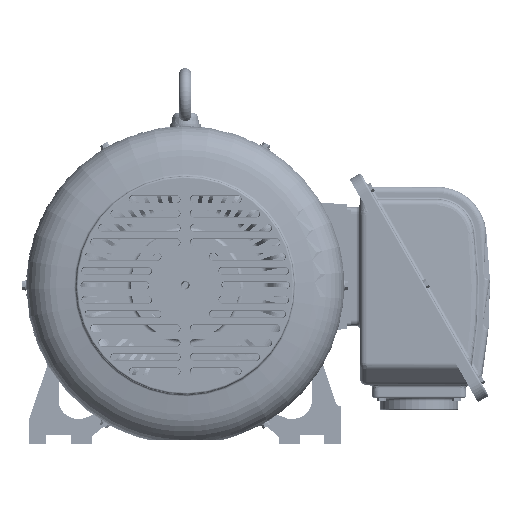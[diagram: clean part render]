
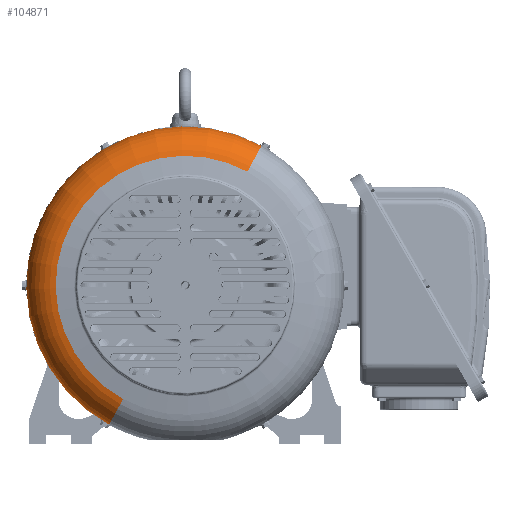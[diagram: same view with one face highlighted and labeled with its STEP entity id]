
A CAD part, front view. The second image highlights one B-rep face of the part: STEP entity #104871.
In plain terms, the highlighted toroidal (fillet/blend) face has major radius 197.75 mm and minor radius 57 mm.
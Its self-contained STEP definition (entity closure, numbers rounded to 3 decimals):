
#104711=CARTESIAN_POINT('Axis2P3D Location',(0.,-418.243,0.)) ;
#104715=CARTESIAN_POINT('Vertex',(-99.552,-418.243,-182.228)) ;
#104717=CARTESIAN_POINT('Vertex',(99.552,-418.243,182.228)) ;
#104841=CARTESIAN_POINT('Axis2P3D Location',(0.,-362.109,0.)) ;
#104846=CARTESIAN_POINT('Axis2P3D Location',(0.,-362.109,0.)) ;
#104850=CARTESIAN_POINT('Vertex',(-122.134,-362.109,-223.564)) ;
#104852=CARTESIAN_POINT('Vertex',(122.134,-362.109,223.564)) ;
#104855=CARTESIAN_POINT('Axis2P3D Location',(-94.806,-362.109,-173.542)) ;
#104860=CARTESIAN_POINT('Axis2P3D Location',(94.806,-362.109,173.542)) ;
#104712=DIRECTION('Axis2P3D Direction',(0.,1.,0.)) ;
#104842=DIRECTION('Axis2P3D Direction',(0.,1.,0.)) ;
#104843=DIRECTION('Axis2P3D XDirection',(0.479,0.,0.878)) ;
#104847=DIRECTION('Axis2P3D Direction',(0.,1.,0.)) ;
#104856=DIRECTION('Axis2P3D Direction',(0.878,0.,-0.479)) ;
#104861=DIRECTION('Axis2P3D Direction',(-0.878,0.,0.479)) ;
#104713=AXIS2_PLACEMENT_3D('Circle Axis2P3D',#104711,#104712,$) ;
#104844=AXIS2_PLACEMENT_3D('Torus Axis2P3D',#104841,#104842,#104843) ;
#104848=AXIS2_PLACEMENT_3D('Circle Axis2P3D',#104846,#104847,$) ;
#104857=AXIS2_PLACEMENT_3D('Circle Axis2P3D',#104855,#104856,$) ;
#104862=AXIS2_PLACEMENT_3D('Circle Axis2P3D',#104860,#104861,$) ;
#104866=ORIENTED_EDGE('',*,*,#104854,.F.) ;
#104867=ORIENTED_EDGE('',*,*,#104859,.T.) ;
#104868=ORIENTED_EDGE('',*,*,#104719,.T.) ;
#104869=ORIENTED_EDGE('',*,*,#104864,.F.) ;
#104871=ADVANCED_FACE('31407B027.1',(#104870),#104845,.T.) ;
#104714=CIRCLE('generated circle',#104713,207.648) ;
#104849=CIRCLE('generated circle',#104848,254.75) ;
#104858=CIRCLE('generated circle',#104857,57.) ;
#104863=CIRCLE('generated circle',#104862,57.) ;
#104845=TOROIDAL_SURFACE('homeo Torus',#104844,197.75,57.) ;
#104719=EDGE_CURVE('',#104716,#104718,#104714,.T.) ;
#104854=EDGE_CURVE('',#104851,#104853,#104849,.T.) ;
#104859=EDGE_CURVE('',#104851,#104716,#104858,.F.) ;
#104864=EDGE_CURVE('',#104853,#104718,#104863,.F.) ;
#104865=EDGE_LOOP('',(#104866,#104867,#104868,#104869)) ;
#104870=FACE_OUTER_BOUND('',#104865,.T.) ;
#104716=VERTEX_POINT('',#104715) ;
#104718=VERTEX_POINT('',#104717) ;
#104851=VERTEX_POINT('',#104850) ;
#104853=VERTEX_POINT('',#104852) ;
